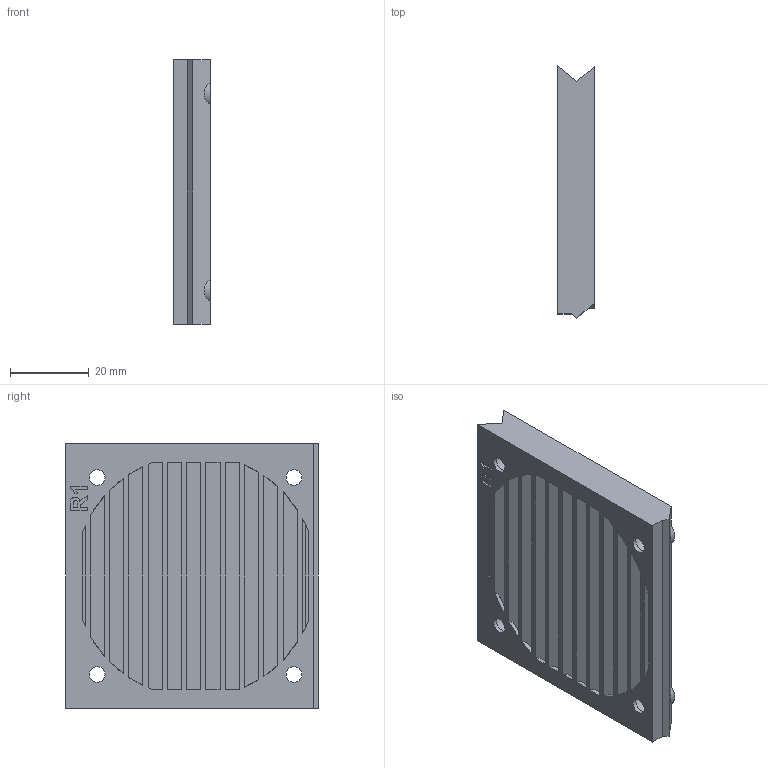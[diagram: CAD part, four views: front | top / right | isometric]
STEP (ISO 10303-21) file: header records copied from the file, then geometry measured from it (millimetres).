
FILE_DESCRIPTION(/* description */ (''),/* implementation_level */ '2;1');
FILE_NAME(/* name */ 'CW1-FAN_COVER.step',/* time_stamp */ '2019-08-13T14:29:14+02:00',/* author */ (''),/* organization */ (''),/* preprocessor_version */ 'ST-DEVELOPER v18',/* originating_system */ 'Autodesk Translation Framework v8.2.0.1029',/* authorisation */ '');
FILE_SCHEMA (('AUTOMOTIVE_DESIGN { 1 0 10303 214 3 1 1 }'));
Length unit declared in the file: millimetre
Products named in the file (1): CW - krytka ventilatoru
Bounding box: 9.3 x 64.16 x 67.29 mm (x, y, z)
Volume: 12787.7 mm3; surface area: 26459.4 mm2
Topology: 1 solids, 1 shells, 222 faces, 662 edges, 442 vertices
Faces by surface type: plane 161, cylinder 42, bspline 19
Full cylindrical faces by diameter (mm): 4 x4, 6.5 x4
Entity records: 7791 total; most frequent: CARTESIAN_POINT 1650, ORIENTED_EDGE 1324, DIRECTION 1202, EDGE_CURVE 662, LINE 454, VECTOR 454, VERTEX_POINT 442, AXIS2_PLACEMENT_3D 374
